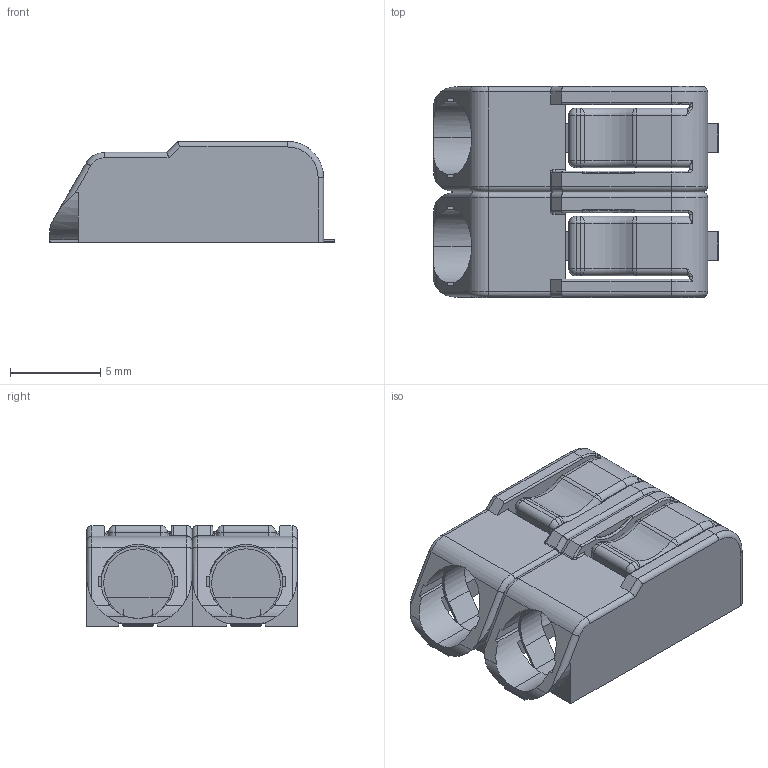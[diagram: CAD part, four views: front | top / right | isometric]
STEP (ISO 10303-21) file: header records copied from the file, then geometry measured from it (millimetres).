
FILE_DESCRIPTION (( 'STEP AP214' ), '1' );
FILE_NAME ('CONN-SMD_2061-602-998-404.step', '2022-08-01T03:43:59', ( '' ), ( '' ), 'SwSTEP 2.0', 'SolidWorks 2020', '' );
FILE_SCHEMA (( 'AUTOMOTIVE_DESIGN' ));
Length unit declared in the file: millimetre
Products named in the file (1): CONN-SMD_2061-602-998-404
Bounding box: 15.8 x 11.7 x 5.6 mm (x, y, z)
Volume: 397.2 mm3; surface area: 1258.2 mm2
Topology: 17 solids, 17 shells, 583 faces, 1539 edges, 954 vertices
Faces by surface type: plane 277, cylinder 132, bspline 116, torus 38, sphere 20
Entity records: 25314 total; most frequent: CARTESIAN_POINT 5303, ORIENTED_EDGE 3030, DIRECTION 2387, EDGE_CURVE 1515, VERTEX_POINT 954, LINE 951, VECTOR 951, AXIS2_PLACEMENT_3D 718
